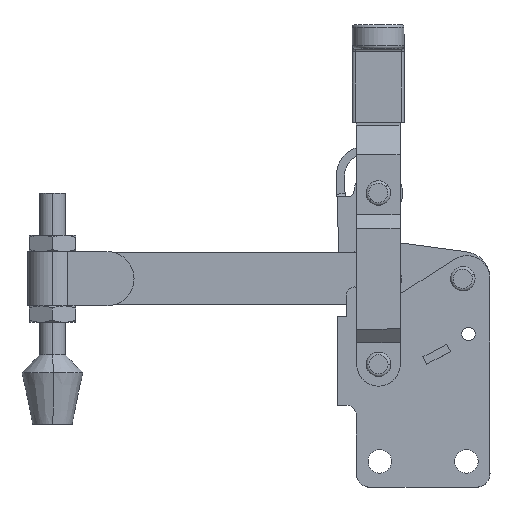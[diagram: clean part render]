
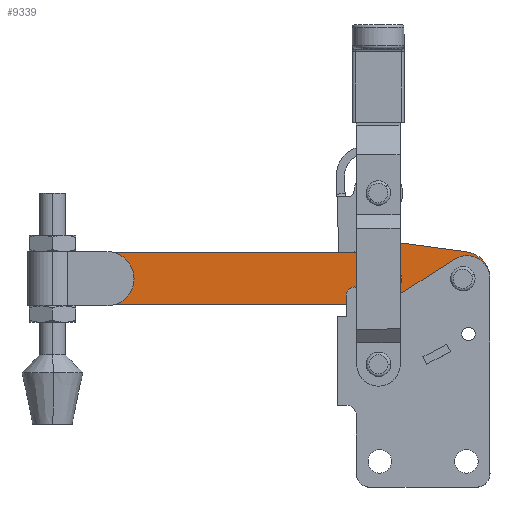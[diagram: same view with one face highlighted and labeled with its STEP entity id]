
A CAD part, top view. The second image highlights one B-rep face of the part: STEP entity #9339.
In plain terms, the highlighted planar face has unit normal (0, 0, 1).
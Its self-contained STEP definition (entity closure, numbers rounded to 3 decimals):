
#50 = DIRECTION ( 'NONE',  ( 1., 0., 0. ) ) ;
#84 = CARTESIAN_POINT ( 'NONE',  ( -140.3, 44., 4. ) ) ;
#150 = DIRECTION ( 'NONE',  ( 0., 0., -1. ) ) ;
#182 = DIRECTION ( 'NONE',  ( 0., 0., 1. ) ) ;
#219 = CARTESIAN_POINT ( 'NONE',  ( -38.133, 67.375, 4. ) ) ;
#240 = AXIS2_PLACEMENT_3D ( 'NONE', #3978, #4000, #4016 ) ;
#241 = VERTEX_POINT ( 'NONE', #4987 ) ;
#261 = DIRECTION ( 'NONE',  ( 1., 0., 0. ) ) ;
#390 = CIRCLE ( 'NONE', #2298, 3. ) ;
#410 = AXIS2_PLACEMENT_3D ( 'NONE', #9282, #9103, #9604 ) ;
#456 = DIRECTION ( 'NONE',  ( 0., 0., 1. ) ) ;
#514 = EDGE_CURVE ( 'NONE', #8614, #3950, #10849, .T. ) ;
#531 = CARTESIAN_POINT ( 'NONE',  ( -52.278, 39., 4. ) ) ;
#633 = CARTESIAN_POINT ( 'NONE',  ( -140.3, 49., 4. ) ) ;
#642 = DIRECTION ( 'NONE',  ( 1., 0., 0. ) ) ;
#652 = DIRECTION ( 'NONE',  ( 0., 0., 1. ) ) ;
#686 = DIRECTION ( 'NONE',  ( 1., 0., 0. ) ) ;
#688 = CARTESIAN_POINT ( 'NONE',  ( -40., 53.496, 4. ) ) ;
#712 = DIRECTION ( 'NONE',  ( 0., -1., 0. ) ) ;
#878 = CARTESIAN_POINT ( 'NONE',  ( -52.278, 63., 4. ) ) ;
#938 = CIRCLE ( 'NONE', #1929, 3. ) ;
#949 = CIRCLE ( 'NONE', #410, 3. ) ;
#955 = CARTESIAN_POINT ( 'NONE',  ( -52.278, 44., 4. ) ) ;
#973 = EDGE_CURVE ( 'NONE', #9666, #9936, #3321, .T. ) ;
#1063 = FACE_OUTER_BOUND ( 'NONE', #4419, .T. ) ;
#1579 = LINE ( 'NONE', #7203, #10354 ) ;
#1604 = EDGE_CURVE ( 'NONE', #8846, #3861, #949, .T. ) ;
#1619 = EDGE_CURVE ( 'NONE', #3950, #2387, #7385, .T. ) ;
#1667 = CARTESIAN_POINT ( 'NONE',  ( -8.667, 43.589, 4. ) ) ;
#1919 = CARTESIAN_POINT ( 'NONE',  ( -10., 53.5, 4. ) ) ;
#1929 = AXIS2_PLACEMENT_3D ( 'NONE', #2778, #182, #261 ) ;
#1932 = DIRECTION ( 'NONE',  ( 0., 0., 1. ) ) ;
#1961 = DIRECTION ( 'NONE',  ( 1., 0., 0. ) ) ;
#2121 = CARTESIAN_POINT ( 'NONE',  ( -13., 53.5, 4. ) ) ;
#2223 = CARTESIAN_POINT ( 'NONE',  ( -37., 53.496, 4. ) ) ;
#2237 = EDGE_CURVE ( 'NONE', #5550, #4136, #8687, .T. ) ;
#2298 = AXIS2_PLACEMENT_3D ( 'NONE', #688, #652, #642 ) ;
#2387 = VERTEX_POINT ( 'NONE', #8080 ) ;
#2682 = AXIS2_PLACEMENT_3D ( 'NONE', #1919, #1932, #1961 ) ;
#2773 = ORIENTED_EDGE ( 'NONE', *, *, #1604, .F. ) ;
#2778 = CARTESIAN_POINT ( 'NONE',  ( -10., 53.5, 4. ) ) ;
#2794 = DIRECTION ( 'NONE',  ( 1., 0., 0. ) ) ;
#2808 = DIRECTION ( 'NONE',  ( 0., 0., 1. ) ) ;
#2835 = CARTESIAN_POINT ( 'NONE',  ( -10., 53.5, 4. ) ) ;
#2847 = PLANE ( 'NONE',  #4228 ) ;
#2857 = EDGE_CURVE ( 'NONE', #10959, #241, #938, .T. ) ;
#2875 = EDGE_CURVE ( 'NONE', #241, #10959, #5067, .T. ) ;
#2911 = CARTESIAN_POINT ( 'NONE',  ( -135.3, 49., 4. ) ) ;
#3014 = EDGE_CURVE ( 'NONE', #7855, #9500, #1579, .T. ) ;
#3056 = DIRECTION ( 'NONE',  ( 1., 0., 0. ) ) ;
#3062 = AXIS2_PLACEMENT_3D ( 'NONE', #2835, #456, #686 ) ;
#3141 = CARTESIAN_POINT ( 'NONE',  ( -52.278, 44., 4. ) ) ;
#3292 = FACE_BOUND ( 'NONE', #6076, .T. ) ;
#3321 = CIRCLE ( 'NONE', #3987, 5. ) ;
#3413 = CARTESIAN_POINT ( 'NONE',  ( -52.278, 63., 4. ) ) ;
#3515 = CARTESIAN_POINT ( 'NONE',  ( -38.133, 67.375, 4. ) ) ;
#3582 = LINE ( 'NONE', #3141, #5522 ) ;
#3657 = LINE ( 'NONE', #633, #9967 ) ;
#3861 = VERTEX_POINT ( 'NONE', #2223 ) ;
#3950 = VERTEX_POINT ( 'NONE', #878 ) ;
#3956 = EDGE_CURVE ( 'NONE', #3861, #8846, #390, .T. ) ;
#3978 = CARTESIAN_POINT ( 'NONE',  ( -40., 53.5, 4. ) ) ;
#3987 = AXIS2_PLACEMENT_3D ( 'NONE', #531, #150, #50 ) ;
#4000 = DIRECTION ( 'NONE',  ( 0., 0., 1. ) ) ;
#4016 = DIRECTION ( 'NONE',  ( 1., 0., 0. ) ) ;
#4136 = VERTEX_POINT ( 'NONE', #219 ) ;
#4228 = AXIS2_PLACEMENT_3D ( 'NONE', #2911, #2808, #2794 ) ;
#4239 = EDGE_LOOP ( 'NONE', ( #2773, #7168 ) ) ;
#4376 = CARTESIAN_POINT ( 'NONE',  ( -38.133, 39.625, 4. ) ) ;
#4407 = CIRCLE ( 'NONE', #240, 14. ) ;
#4419 = EDGE_LOOP ( 'NONE', ( #9879, #9869, #8303, #4982, #8875, #4838, #10402, #9849, #9838, #5406 ) ) ;
#4657 = CIRCLE ( 'NONE', #6171, 14. ) ;
#4807 = CARTESIAN_POINT ( 'NONE',  ( -8.667, 63.411, 4. ) ) ;
#4838 = ORIENTED_EDGE ( 'NONE', *, *, #5209, .T. ) ;
#4982 = ORIENTED_EDGE ( 'NONE', *, *, #5416, .T. ) ;
#4987 = CARTESIAN_POINT ( 'NONE',  ( -7., 53.5, 4. ) ) ;
#5055 = EDGE_CURVE ( 'NONE', #2387, #6452, #3657, .T. ) ;
#5067 = CIRCLE ( 'NONE', #3062, 3. ) ;
#5082 = VECTOR ( 'NONE', #10140, 1000. ) ;
#5175 = ORIENTED_EDGE ( 'NONE', *, *, #2857, .F. ) ;
#5209 = EDGE_CURVE ( 'NONE', #9500, #5550, #7114, .T. ) ;
#5406 = ORIENTED_EDGE ( 'NONE', *, *, #1619, .T. ) ;
#5416 = EDGE_CURVE ( 'NONE', #9936, #7855, #4407, .T. ) ;
#5522 = VECTOR ( 'NONE', #3056, 1000. ) ;
#5550 = VERTEX_POINT ( 'NONE', #4807 ) ;
#5691 = CARTESIAN_POINT ( 'NONE',  ( -43., 53.496, 4. ) ) ;
#5694 = EDGE_CURVE ( 'NONE', #4136, #8614, #4657, .T. ) ;
#6076 = EDGE_LOOP ( 'NONE', ( #5175, #8376 ) ) ;
#6171 = AXIS2_PLACEMENT_3D ( 'NONE', #7251, #8418, #7280 ) ;
#6416 = VECTOR ( 'NONE', #6755, 1000. ) ;
#6452 = VERTEX_POINT ( 'NONE', #84 ) ;
#6755 = DIRECTION ( 'NONE',  ( -0.991, 0.133, 0. ) ) ;
#7004 = DIRECTION ( 'NONE',  ( 0.991, 0.133, 0. ) ) ;
#7114 = CIRCLE ( 'NONE', #2682, 10. ) ;
#7168 = ORIENTED_EDGE ( 'NONE', *, *, #3956, .F. ) ;
#7203 = CARTESIAN_POINT ( 'NONE',  ( -38.133, 39.625, 4. ) ) ;
#7251 = CARTESIAN_POINT ( 'NONE',  ( -40., 53.5, 4. ) ) ;
#7280 = DIRECTION ( 'NONE',  ( 1., 0., 0. ) ) ;
#7385 = LINE ( 'NONE', #3413, #5082 ) ;
#7608 = CARTESIAN_POINT ( 'NONE',  ( -49.047, 64.184, 4. ) ) ;
#7843 = CARTESIAN_POINT ( 'NONE',  ( -49.047, 42.816, 4. ) ) ;
#7855 = VERTEX_POINT ( 'NONE', #4376 ) ;
#8030 = FACE_BOUND ( 'NONE', #4239, .T. ) ;
#8080 = CARTESIAN_POINT ( 'NONE',  ( -140.3, 63., 4. ) ) ;
#8303 = ORIENTED_EDGE ( 'NONE', *, *, #973, .T. ) ;
#8376 = ORIENTED_EDGE ( 'NONE', *, *, #2875, .F. ) ;
#8418 = DIRECTION ( 'NONE',  ( 0., 0., 1. ) ) ;
#8602 = AXIS2_PLACEMENT_3D ( 'NONE', #9428, #9498, #9390 ) ;
#8614 = VERTEX_POINT ( 'NONE', #7608 ) ;
#8687 = LINE ( 'NONE', #3515, #6416 ) ;
#8846 = VERTEX_POINT ( 'NONE', #5691 ) ;
#8875 = ORIENTED_EDGE ( 'NONE', *, *, #3014, .T. ) ;
#9103 = DIRECTION ( 'NONE',  ( 0., 0., 1. ) ) ;
#9282 = CARTESIAN_POINT ( 'NONE',  ( -40., 53.496, 4. ) ) ;
#9339 = ADVANCED_FACE ( 'NONE', ( #3292, #8030, #1063 ), #2847, .T. ) ;
#9390 = DIRECTION ( 'NONE',  ( 1., 0., 0. ) ) ;
#9428 = CARTESIAN_POINT ( 'NONE',  ( -52.278, 68., 4. ) ) ;
#9498 = DIRECTION ( 'NONE',  ( 0., 0., -1. ) ) ;
#9500 = VERTEX_POINT ( 'NONE', #1667 ) ;
#9604 = DIRECTION ( 'NONE',  ( 1., 0., 0. ) ) ;
#9666 = VERTEX_POINT ( 'NONE', #955 ) ;
#9838 = ORIENTED_EDGE ( 'NONE', *, *, #514, .T. ) ;
#9849 = ORIENTED_EDGE ( 'NONE', *, *, #5694, .T. ) ;
#9869 = ORIENTED_EDGE ( 'NONE', *, *, #10887, .T. ) ;
#9879 = ORIENTED_EDGE ( 'NONE', *, *, #5055, .T. ) ;
#9936 = VERTEX_POINT ( 'NONE', #7843 ) ;
#9967 = VECTOR ( 'NONE', #712, 1000. ) ;
#10140 = DIRECTION ( 'NONE',  ( -1., 0., 0. ) ) ;
#10354 = VECTOR ( 'NONE', #7004, 1000. ) ;
#10402 = ORIENTED_EDGE ( 'NONE', *, *, #2237, .T. ) ;
#10849 = CIRCLE ( 'NONE', #8602, 5. ) ;
#10887 = EDGE_CURVE ( 'NONE', #6452, #9666, #3582, .T. ) ;
#10959 = VERTEX_POINT ( 'NONE', #2121 ) ;
